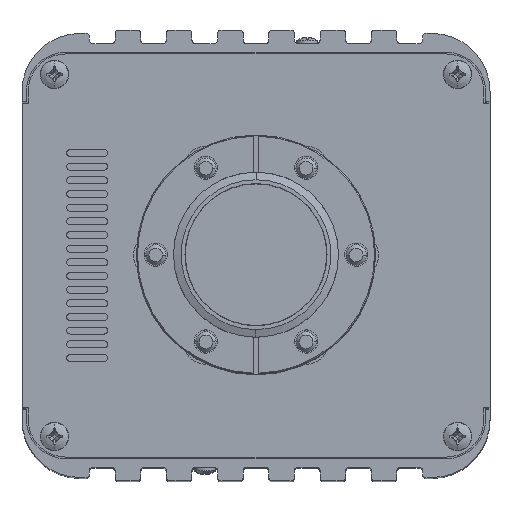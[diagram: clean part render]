
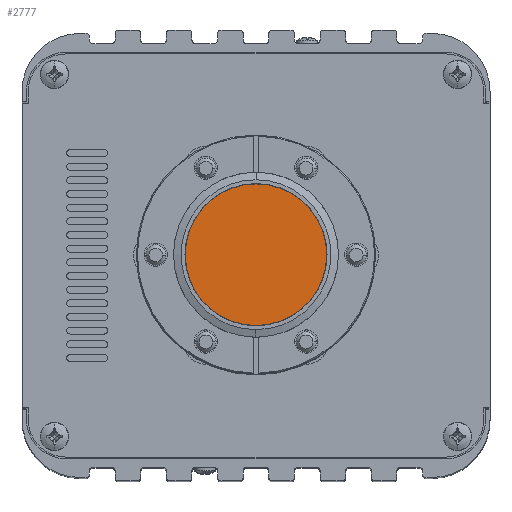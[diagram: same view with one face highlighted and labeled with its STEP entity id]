
A CAD part, top view. The second image highlights one B-rep face of the part: STEP entity #2777.
In plain terms, the highlighted planar face has unit normal (0, 0, 1).
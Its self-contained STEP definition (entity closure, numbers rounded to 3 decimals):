
#2777=ADVANCED_FACE('',(#13800),#13799,.F.);
#13799=PLANE('',#61917);
#13800=FACE_OUTER_BOUND('',#61918,.T.);
#61914=CARTESIAN_POINT('',(-26.932,43.06,-2.));
#61915=DIRECTION('',(0.,0.,-1.));
#61916=DIRECTION('',(1.,0.,0.));
#61917=AXIS2_PLACEMENT_3D('',#61914,#61915,#61916);
#61918=EDGE_LOOP('',(#98129,#98130));
#98129=ORIENTED_EDGE('',*,*,#119725,.T.);
#98130=ORIENTED_EDGE('',*,*,#119726,.T.);
#119725=EDGE_CURVE('',#141029,#141030,#141031,.T.);
#119726=EDGE_CURVE('',#141030,#141029,#141037,.T.);
#141029=VERTEX_POINT('',#216629);
#141030=VERTEX_POINT('',#216630);
#141031=CIRCLE('',#216634,20.717);
#141037=CIRCLE('',#216638,20.717);
#216629=CARTESIAN_POINT('',(-20.717,0.,-2.));
#216630=CARTESIAN_POINT('',(20.717,0.,-2.));
#216631=CARTESIAN_POINT('',(0.,0.,-2.));
#216632=DIRECTION('',(0.,0.,1.));
#216633=DIRECTION('',(-1.,0.,0.));
#216634=AXIS2_PLACEMENT_3D('',#216631,#216632,#216633);
#216635=CARTESIAN_POINT('',(0.,0.,-2.));
#216636=DIRECTION('',(0.,0.,1.));
#216637=DIRECTION('',(-1.,0.,0.));
#216638=AXIS2_PLACEMENT_3D('',#216635,#216636,#216637);
